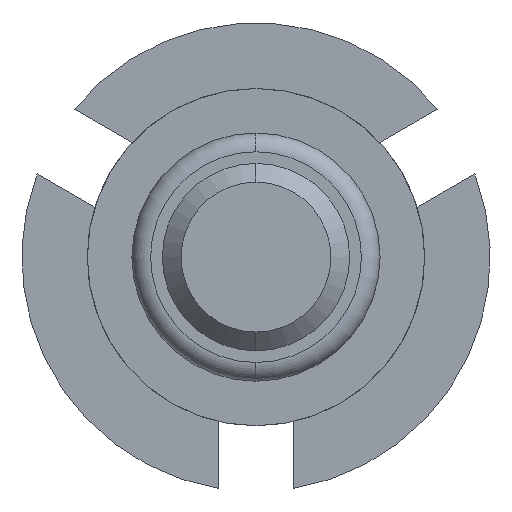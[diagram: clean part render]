
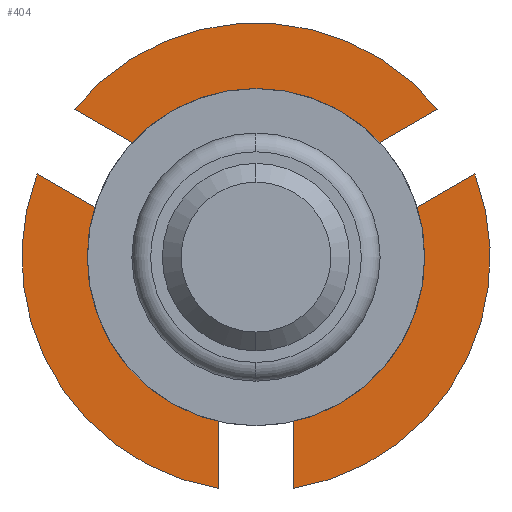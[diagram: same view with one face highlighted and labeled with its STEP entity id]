
A CAD part, front view. The second image highlights one B-rep face of the part: STEP entity #404.
In plain terms, the highlighted planar face has unit normal (0, -1, 0).
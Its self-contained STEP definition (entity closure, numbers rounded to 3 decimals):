
#40 = CARTESIAN_POINT ( 'NONE',  ( -0.4, 5.5, -1.6 ) ) ;
#114 = ORIENTED_EDGE ( 'NONE', *, *, #2889, .F. ) ;
#118 = ORIENTED_EDGE ( 'NONE', *, *, #3730, .F. ) ;
#126 = VERTEX_POINT ( 'NONE', #3422 ) ;
#208 = DIRECTION ( 'NONE',  ( 0., 0., -1. ) ) ;
#221 = EDGE_CURVE ( 'Defeature ausgef�hrt3_37+Defeature ausgef�hrt3_26+Defeature ausgef�hrt3_19+Defeature ausgef�hrt3_36', #2918, #3435, #1415, .T. ) ;
#286 = VECTOR ( 'NONE', #1648, 1000. ) ;
#337 = ORIENTED_EDGE ( 'NONE', *, *, #4190, .F. ) ;
#392 = CARTESIAN_POINT ( 'NONE',  ( 0.4, 5.5, 0. ) ) ;
#404 = ADVANCED_FACE ( 'Defeature ausgef�hrt3_26', ( #928, #1251 ), #2305, .T. ) ;
#428 = ORIENTED_EDGE ( 'NONE', *, *, #3148, .F. ) ;
#443 = AXIS2_PLACEMENT_3D ( 'NONE', #3533, #1183, #469 ) ;
#469 = DIRECTION ( 'NONE',  ( 0., 0., -1. ) ) ;
#516 = ORIENTED_EDGE ( 'NONE', *, *, #1992, .F. ) ;
#555 = VERTEX_POINT ( 'NONE', #4081 ) ;
#576 = VECTOR ( 'NONE', #1915, 1000. ) ;
#604 = LINE ( 'NONE', #4435, #1620 ) ;
#633 = CARTESIAN_POINT ( 'NONE',  ( 0., 5.5, -1.6 ) ) ;
#767 = VERTEX_POINT ( 'NONE', #3922 ) ;
#798 = CIRCLE ( 'NONE', #3239, 2.5 ) ;
#805 = VECTOR ( 'NONE', #1328, 1000. ) ;
#841 = VERTEX_POINT ( 'NONE', #1693 ) ;
#848 = EDGE_CURVE ( 'Defeature ausgef�hrt3_40+Defeature ausgef�hrt3_26+Defeature ausgef�hrt3_38+Defeature ausgef�hrt3_39', #2394, #1322, #604, .T. ) ;
#853 = EDGE_CURVE ( 'Defeature ausgef�hrt3_30+Defeature ausgef�hrt3_26+Defeature ausgef�hrt3_27+Defeature ausgef�hrt3_29', #555, #767, #4417, .T. ) ;
#913 = VERTEX_POINT ( 'NONE', #2696 ) ;
#928 = FACE_OUTER_BOUND ( 'NONE', #2399, .T. ) ;
#937 = LINE ( 'NONE', #4390, #805 ) ;
#976 = LINE ( 'NONE', #633, #2446 ) ;
#978 = VERTEX_POINT ( 'NONE', #1756 ) ;
#1023 = DIRECTION ( 'NONE',  ( 0., 0., -1. ) ) ;
#1056 = CARTESIAN_POINT ( 'NONE',  ( 0., 5.5, 0. ) ) ;
#1074 = CARTESIAN_POINT ( 'NONE',  ( 0.4, 5.5, -1.6 ) ) ;
#1108 = LINE ( 'NONE', #2477, #1155 ) ;
#1152 = LINE ( 'NONE', #3856, #2584 ) ;
#1155 = VECTOR ( 'NONE', #3834, 1000. ) ;
#1177 = CARTESIAN_POINT ( 'NONE',  ( 0.4, 5.5, -2.468 ) ) ;
#1183 = DIRECTION ( 'NONE',  ( 0., 1., 0. ) ) ;
#1237 = VECTOR ( 'NONE', #3401, 1000. ) ;
#1251 = FACE_BOUND ( 'NONE', #2217, .T. ) ;
#1295 = LINE ( 'NONE', #4064, #3862 ) ;
#1322 = VERTEX_POINT ( 'NONE', #3323 ) ;
#1328 = DIRECTION ( 'NONE',  ( -0.839, 0., 0.545 ) ) ;
#1369 = DIRECTION ( 'NONE',  ( 0., 0., 1. ) ) ;
#1390 = CARTESIAN_POINT ( 'NONE',  ( 1.937, 5.5, 1.58 ) ) ;
#1394 = CIRCLE ( 'NONE', #443, 2.5 ) ;
#1415 = LINE ( 'NONE', #392, #3331 ) ;
#1558 = VERTEX_POINT ( 'NONE', #3909 ) ;
#1620 = VECTOR ( 'NONE', #3328, 1000. ) ;
#1637 = DIRECTION ( 'NONE',  ( -0.866, 0., -0.5 ) ) ;
#1648 = DIRECTION ( 'NONE',  ( -0.866, 0., 0.5 ) ) ;
#1693 = CARTESIAN_POINT ( 'NONE',  ( -1.937, 5.5, 1.58 ) ) ;
#1756 = CARTESIAN_POINT ( 'NONE',  ( 1.186, 5.5, 1.146 ) ) ;
#1826 = ORIENTED_EDGE ( 'NONE', *, *, #221, .F. ) ;
#1915 = DIRECTION ( 'NONE',  ( 0., 0., -1. ) ) ;
#1992 = EDGE_CURVE ( 'Defeature ausgef�hrt3_20+Defeature ausgef�hrt3_26+Defeature ausgef�hrt3_35+Defeature ausgef�hrt3_38', #1558, #126, #2966, .T. ) ;
#1995 = CARTESIAN_POINT ( 'NONE',  ( 1.655, 5.5, 0. ) ) ;
#2062 = DIRECTION ( 'NONE',  ( 0., 1., 0. ) ) ;
#2068 = CARTESIAN_POINT ( 'NONE',  ( 1.586, 5.5, 0.454 ) ) ;
#2084 = ORIENTED_EDGE ( 'NONE', *, *, #3265, .F. ) ;
#2151 = ORIENTED_EDGE ( 'NONE', *, *, #2605, .F. ) ;
#2190 = ORIENTED_EDGE ( 'NONE', *, *, #2970, .F. ) ;
#2217 = EDGE_LOOP ( 'NONE', ( #2998, #3232, #3798, #428 ) ) ;
#2288 = VERTEX_POINT ( 'NONE', #2338 ) ;
#2300 = CARTESIAN_POINT ( 'NONE',  ( 1.386, 5.5, 0.8 ) ) ;
#2305 = PLANE ( 'NONE',  #3684 ) ;
#2319 = EDGE_CURVE ( 'Defeature ausgef�hrt3_28+Defeature ausgef�hrt3_26+Defeature ausgef�hrt3_29+Defeature ausgef�hrt3_27', #913, #2941, #937, .T. ) ;
#2335 = VERTEX_POINT ( 'NONE', #2068 ) ;
#2338 = CARTESIAN_POINT ( 'NONE',  ( 2.337, 5.5, 0.887 ) ) ;
#2391 = AXIS2_PLACEMENT_3D ( 'NONE', #1056, #2492, #3498 ) ;
#2394 = VERTEX_POINT ( 'NONE', #2753 ) ;
#2399 = EDGE_LOOP ( 'NONE', ( #2151, #337, #3457, #2959, #2190, #4246, #114, #516, #2084, #3717, #1826, #118 ) ) ;
#2446 = VECTOR ( 'NONE', #2706, 1000. ) ;
#2471 = EDGE_CURVE ( 'Defeature ausgef�hrt3_34+Defeature ausgef�hrt3_26+Defeature ausgef�hrt3_39+Defeature ausgef�hrt3_43', #841, #3978, #1394, .T. ) ;
#2477 = CARTESIAN_POINT ( 'NONE',  ( -1.655, 5.5, 0. ) ) ;
#2492 = DIRECTION ( 'NONE',  ( 0., 1., 0. ) ) ;
#2584 = VECTOR ( 'NONE', #3617, 1000. ) ;
#2586 = LINE ( 'NONE', #3350, #286 ) ;
#2605 = EDGE_CURVE ( 'Defeature ausgef�hrt3_41+Defeature ausgef�hrt3_26+Defeature ausgef�hrt3_42+Defeature ausgef�hrt3_19', #2335, #2288, #3980, .T. ) ;
#2609 = EDGE_CURVE ( 'Defeature ausgef�hrt3_36+Defeature ausgef�hrt3_26+Defeature ausgef�hrt3_37+Defeature ausgef�hrt3_35', #3435, #3548, #976, .T. ) ;
#2634 = EDGE_CURVE ( 'Defeature ausgef�hrt3_43+Defeature ausgef�hrt3_26+Defeature ausgef�hrt3_34+Defeature ausgef�hrt3_42', #3978, #978, #1295, .T. ) ;
#2696 = CARTESIAN_POINT ( 'NONE',  ( 1.655, 5.5, 0. ) ) ;
#2706 = DIRECTION ( 'NONE',  ( -1., 0., 0. ) ) ;
#2753 = CARTESIAN_POINT ( 'NONE',  ( -1.586, 5.5, 0.454 ) ) ;
#2798 = VECTOR ( 'NONE', #4383, 1000. ) ;
#2889 = EDGE_CURVE ( 'Defeature ausgef�hrt3_38+Defeature ausgef�hrt3_26+Defeature ausgef�hrt3_20+Defeature ausgef�hrt3_40', #126, #2394, #1152, .T. ) ;
#2918 = VERTEX_POINT ( 'NONE', #1177 ) ;
#2939 = LINE ( 'NONE', #4324, #576 ) ;
#2941 = VERTEX_POINT ( 'NONE', #3286 ) ;
#2959 = ORIENTED_EDGE ( 'NONE', *, *, #2471, .F. ) ;
#2966 = CIRCLE ( 'NONE', #2391, 2.5 ) ;
#2970 = EDGE_CURVE ( 'Defeature ausgef�hrt3_39+Defeature ausgef�hrt3_26+Defeature ausgef�hrt3_40+Defeature ausgef�hrt3_34', #1322, #841, #2586, .T. ) ;
#2976 = LINE ( 'NONE', #2300, #3745 ) ;
#2998 = ORIENTED_EDGE ( 'NONE', *, *, #2319, .F. ) ;
#3023 = CARTESIAN_POINT ( 'NONE',  ( 0., 5.5, 0. ) ) ;
#3038 = CARTESIAN_POINT ( 'NONE',  ( 0., 5.5, -1.075 ) ) ;
#3148 = EDGE_CURVE ( 'Defeature ausgef�hrt3_27+Defeature ausgef�hrt3_26+Defeature ausgef�hrt3_28+Defeature ausgef�hrt3_30', #2941, #555, #1108, .T. ) ;
#3196 = VECTOR ( 'NONE', #3705, 1000. ) ;
#3232 = ORIENTED_EDGE ( 'NONE', *, *, #3817, .F. ) ;
#3239 = AXIS2_PLACEMENT_3D ( 'NONE', #3023, #2062, #1023 ) ;
#3265 = EDGE_CURVE ( 'Defeature ausgef�hrt3_35+Defeature ausgef�hrt3_26+Defeature ausgef�hrt3_36+Defeature ausgef�hrt3_20', #3548, #1558, #2939, .T. ) ;
#3286 = CARTESIAN_POINT ( 'NONE',  ( 0., 5.5, 1.075 ) ) ;
#3291 = CARTESIAN_POINT ( 'NONE',  ( 0., 5.5, 0. ) ) ;
#3309 = DIRECTION ( 'NONE',  ( 0.5, 0., -0.866 ) ) ;
#3323 = CARTESIAN_POINT ( 'NONE',  ( -1.186, 5.5, 1.146 ) ) ;
#3328 = DIRECTION ( 'NONE',  ( 0.5, 0., 0.866 ) ) ;
#3331 = VECTOR ( 'NONE', #1369, 1000. ) ;
#3337 = DIRECTION ( 'NONE',  ( 0., -1., 0. ) ) ;
#3350 = CARTESIAN_POINT ( 'NONE',  ( 0.2, 5.5, 0.346 ) ) ;
#3401 = DIRECTION ( 'NONE',  ( 0.839, 0., 0.545 ) ) ;
#3422 = CARTESIAN_POINT ( 'NONE',  ( -2.337, 5.5, 0.887 ) ) ;
#3435 = VERTEX_POINT ( 'NONE', #1074 ) ;
#3457 = ORIENTED_EDGE ( 'NONE', *, *, #2634, .F. ) ;
#3498 = DIRECTION ( 'NONE',  ( 0., 0., -1. ) ) ;
#3533 = CARTESIAN_POINT ( 'NONE',  ( 0., 5.5, 0. ) ) ;
#3548 = VERTEX_POINT ( 'NONE', #40 ) ;
#3617 = DIRECTION ( 'NONE',  ( 0.866, 0., -0.5 ) ) ;
#3684 = AXIS2_PLACEMENT_3D ( 'NONE', #3291, #3337, #208 ) ;
#3705 = DIRECTION ( 'NONE',  ( 0.839, 0., -0.545 ) ) ;
#3717 = ORIENTED_EDGE ( 'NONE', *, *, #2609, .F. ) ;
#3730 = EDGE_CURVE ( 'Defeature ausgef�hrt3_19+Defeature ausgef�hrt3_26+Defeature ausgef�hrt3_41+Defeature ausgef�hrt3_37', #2288, #2918, #798, .T. ) ;
#3737 = LINE ( 'NONE', #1995, #1237 ) ;
#3745 = VECTOR ( 'NONE', #3309, 1000. ) ;
#3798 = ORIENTED_EDGE ( 'NONE', *, *, #853, .F. ) ;
#3817 = EDGE_CURVE ( 'Defeature ausgef�hrt3_29+Defeature ausgef�hrt3_26+Defeature ausgef�hrt3_30+Defeature ausgef�hrt3_28', #767, #913, #3737, .T. ) ;
#3834 = DIRECTION ( 'NONE',  ( -0.839, 0., -0.545 ) ) ;
#3856 = CARTESIAN_POINT ( 'NONE',  ( -0.2, 5.5, -0.346 ) ) ;
#3862 = VECTOR ( 'NONE', #1637, 1000. ) ;
#3909 = CARTESIAN_POINT ( 'NONE',  ( -0.4, 5.5, -2.468 ) ) ;
#3922 = CARTESIAN_POINT ( 'NONE',  ( 0., 5.5, -1.075 ) ) ;
#3978 = VERTEX_POINT ( 'NONE', #1390 ) ;
#3980 = LINE ( 'NONE', #4357, #2798 ) ;
#4064 = CARTESIAN_POINT ( 'NONE',  ( -0.2, 5.5, 0.346 ) ) ;
#4081 = CARTESIAN_POINT ( 'NONE',  ( -1.655, 5.5, 0. ) ) ;
#4190 = EDGE_CURVE ( 'Defeature ausgef�hrt3_42+Defeature ausgef�hrt3_26+Defeature ausgef�hrt3_43+Defeature ausgef�hrt3_41', #978, #2335, #2976, .T. ) ;
#4246 = ORIENTED_EDGE ( 'NONE', *, *, #848, .F. ) ;
#4324 = CARTESIAN_POINT ( 'NONE',  ( -0.4, 5.5, 0. ) ) ;
#4357 = CARTESIAN_POINT ( 'NONE',  ( 0.2, 5.5, -0.346 ) ) ;
#4383 = DIRECTION ( 'NONE',  ( 0.866, 0., 0.5 ) ) ;
#4390 = CARTESIAN_POINT ( 'NONE',  ( 0., 5.5, 1.075 ) ) ;
#4417 = LINE ( 'NONE', #3038, #3196 ) ;
#4435 = CARTESIAN_POINT ( 'NONE',  ( -1.386, 5.5, 0.8 ) ) ;
